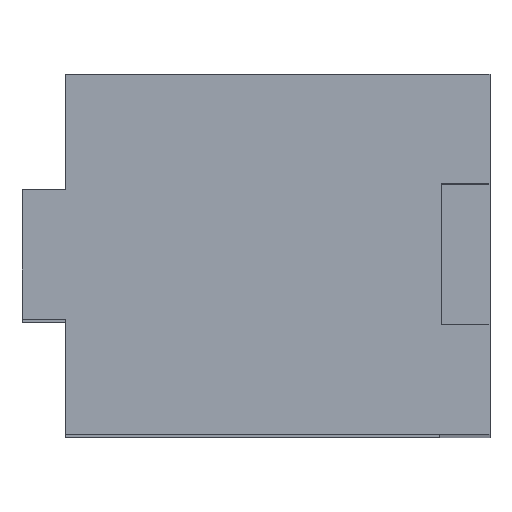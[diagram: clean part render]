
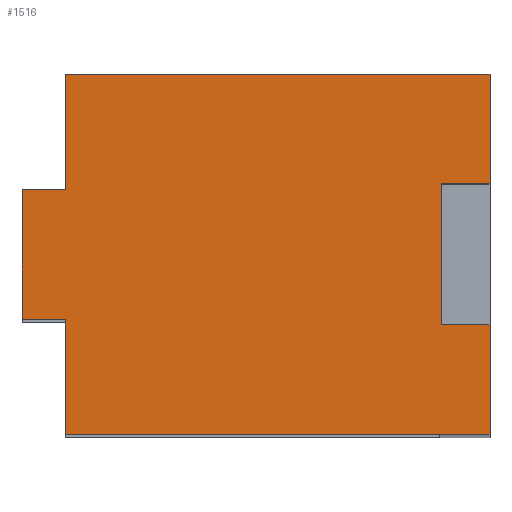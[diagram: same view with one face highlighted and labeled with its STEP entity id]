
A CAD part, top view. The second image highlights one B-rep face of the part: STEP entity #1516.
In plain terms, the highlighted planar face has unit normal (0, 0, 1).
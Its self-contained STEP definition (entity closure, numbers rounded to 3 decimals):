
#81=PLANE('',#1622);
#155=FACE_OUTER_BOUND('',#233,.T.);
#233=EDGE_LOOP('',(#1416,#1417,#1418,#1419,#1420,#1421,#1422,#1423,#1424,
#1425,#1426,#1427));
#319=LINE('',#2213,#516);
#323=LINE('',#2221,#520);
#376=LINE('',#2322,#573);
#380=LINE('',#2330,#577);
#399=LINE('',#2367,#596);
#402=LINE('',#2373,#599);
#405=LINE('',#2378,#602);
#408=LINE('',#2389,#605);
#411=LINE('',#2395,#608);
#414=LINE('',#2400,#611);
#431=LINE('',#2437,#628);
#432=LINE('',#2438,#629);
#516=VECTOR('',#1798,10.);
#520=VECTOR('',#1802,10.);
#573=VECTOR('',#1883,10.);
#577=VECTOR('',#1887,10.);
#596=VECTOR('',#1924,10.);
#599=VECTOR('',#1929,10.);
#602=VECTOR('',#1934,10.);
#605=VECTOR('',#1947,10.);
#608=VECTOR('',#1952,10.);
#611=VECTOR('',#1957,10.);
#628=VECTOR('',#2002,10.);
#629=VECTOR('',#2003,10.);
#723=VERTEX_POINT('',#2210);
#724=VERTEX_POINT('',#2212);
#727=VERTEX_POINT('',#2218);
#728=VERTEX_POINT('',#2220);
#761=VERTEX_POINT('',#2319);
#762=VERTEX_POINT('',#2321);
#765=VERTEX_POINT('',#2327);
#766=VERTEX_POINT('',#2329);
#775=VERTEX_POINT('',#2366);
#777=VERTEX_POINT('',#2372);
#781=VERTEX_POINT('',#2388);
#783=VERTEX_POINT('',#2394);
#890=EDGE_CURVE('',#724,#723,#319,.T.);
#894=EDGE_CURVE('',#728,#727,#323,.T.);
#947=EDGE_CURVE('',#761,#762,#376,.T.);
#951=EDGE_CURVE('',#765,#766,#380,.T.);
#970=EDGE_CURVE('',#775,#724,#399,.T.);
#973=EDGE_CURVE('',#777,#775,#402,.T.);
#976=EDGE_CURVE('',#727,#777,#405,.T.);
#981=EDGE_CURVE('',#762,#781,#408,.T.);
#984=EDGE_CURVE('',#781,#783,#411,.T.);
#987=EDGE_CURVE('',#783,#765,#414,.T.);
#1004=EDGE_CURVE('',#766,#723,#431,.T.);
#1005=EDGE_CURVE('',#761,#728,#432,.T.);
#1416=ORIENTED_EDGE('',*,*,#970,.T.);
#1417=ORIENTED_EDGE('',*,*,#890,.T.);
#1418=ORIENTED_EDGE('',*,*,#1004,.F.);
#1419=ORIENTED_EDGE('',*,*,#951,.F.);
#1420=ORIENTED_EDGE('',*,*,#987,.F.);
#1421=ORIENTED_EDGE('',*,*,#984,.F.);
#1422=ORIENTED_EDGE('',*,*,#981,.F.);
#1423=ORIENTED_EDGE('',*,*,#947,.F.);
#1424=ORIENTED_EDGE('',*,*,#1005,.T.);
#1425=ORIENTED_EDGE('',*,*,#894,.T.);
#1426=ORIENTED_EDGE('',*,*,#976,.T.);
#1427=ORIENTED_EDGE('',*,*,#973,.T.);
#1516=ADVANCED_FACE('',(#155),#81,.T.);
#1622=AXIS2_PLACEMENT_3D('',#2436,#2000,#2001);
#1798=DIRECTION('',(0.,1.,0.));
#1802=DIRECTION('',(0.,1.,0.));
#1883=DIRECTION('',(0.,1.,0.));
#1887=DIRECTION('',(0.,1.,0.));
#1924=DIRECTION('',(1.,0.,0.));
#1929=DIRECTION('',(0.,1.,0.));
#1934=DIRECTION('',(-1.,0.,0.));
#1947=DIRECTION('',(-1.,0.,0.));
#1952=DIRECTION('',(0.,1.,0.));
#1957=DIRECTION('',(1.,0.,0.));
#2000=DIRECTION('center_axis',(0.,0.,1.));
#2001=DIRECTION('ref_axis',(1.,0.,0.));
#2002=DIRECTION('',(1.,0.,0.));
#2003=DIRECTION('',(1.,0.,0.));
#2210=CARTESIAN_POINT('',(14.75,25.,62.5));
#2212=CARTESIAN_POINT('',(14.75,17.4,62.5));
#2213=CARTESIAN_POINT('',(14.75,0.,62.5));
#2218=CARTESIAN_POINT('',(14.75,7.6,62.5));
#2220=CARTESIAN_POINT('',(14.75,0.,62.5));
#2221=CARTESIAN_POINT('',(14.75,0.,62.5));
#2319=CARTESIAN_POINT('',(-14.75,0.,62.5));
#2321=CARTESIAN_POINT('',(-14.75,8.,62.5));
#2322=CARTESIAN_POINT('',(-14.75,0.,62.5));
#2327=CARTESIAN_POINT('',(-14.75,17.,62.5));
#2329=CARTESIAN_POINT('',(-14.75,25.,62.5));
#2330=CARTESIAN_POINT('',(-14.75,0.,62.5));
#2366=CARTESIAN_POINT('',(11.35,17.4,62.5));
#2367=CARTESIAN_POINT('',(-1.7,17.4,62.5));
#2372=CARTESIAN_POINT('',(11.35,7.6,62.5));
#2373=CARTESIAN_POINT('',(11.35,3.8,62.5));
#2378=CARTESIAN_POINT('',(0.,7.6,62.5));
#2388=CARTESIAN_POINT('',(-17.75,8.,62.5));
#2389=CARTESIAN_POINT('',(-14.75,8.,62.5));
#2394=CARTESIAN_POINT('',(-17.75,17.,62.5));
#2395=CARTESIAN_POINT('',(-17.75,8.,62.5));
#2400=CARTESIAN_POINT('',(-17.75,17.,62.5));
#2436=CARTESIAN_POINT('Origin',(-14.75,0.,62.5));
#2437=CARTESIAN_POINT('',(-14.75,25.,62.5));
#2438=CARTESIAN_POINT('',(-14.75,0.,62.5));
